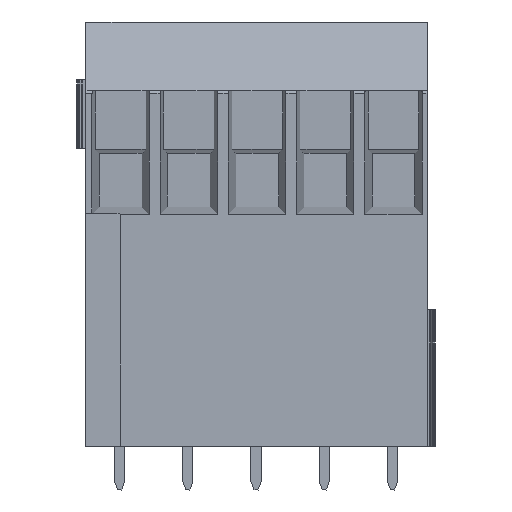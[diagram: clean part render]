
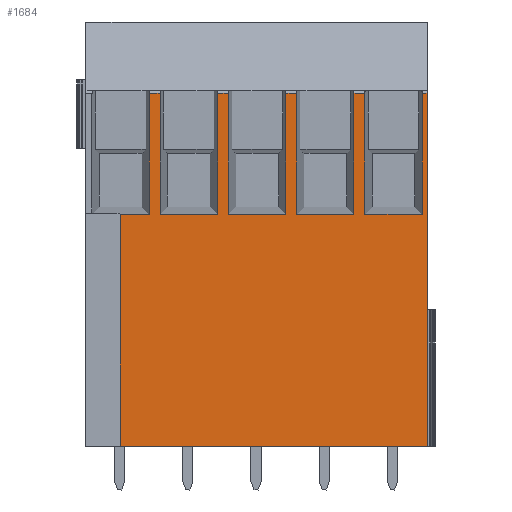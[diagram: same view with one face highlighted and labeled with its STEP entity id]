
A CAD part, front view. The second image highlights one B-rep face of the part: STEP entity #1684.
In plain terms, the highlighted planar face has unit normal (0, -1, 0).
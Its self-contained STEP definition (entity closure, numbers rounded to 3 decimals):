
#975=AXIS2_PLACEMENT_3D('Plane Axis2P3D',#972,#973,#974) ;
#972=CARTESIAN_POINT('Axis2P3D Location',(0.68,0.,29.06)) ;
#1484=CARTESIAN_POINT('Vertex',(25.68,0.,29.06)) ;
#1487=CARTESIAN_POINT('Line Origine',(25.68,0.,16.13)) ;
#1491=CARTESIAN_POINT('Vertex',(25.68,0.,3.2)) ;
#1515=CARTESIAN_POINT('Line Origine',(14.43,0.,3.2)) ;
#1519=CARTESIAN_POINT('Vertex',(3.18,0.,3.2)) ;
#1522=CARTESIAN_POINT('Line Origine',(25.5,0.,29.06)) ;
#1526=CARTESIAN_POINT('Vertex',(25.32,0.,29.06)) ;
#1529=CARTESIAN_POINT('Line Origine',(25.32,0.,24.63)) ;
#1533=CARTESIAN_POINT('Vertex',(25.32,0.,20.2)) ;
#1536=CARTESIAN_POINT('Line Origine',(23.22,0.,20.2)) ;
#1540=CARTESIAN_POINT('Vertex',(21.12,0.,20.2)) ;
#1543=CARTESIAN_POINT('Line Origine',(21.12,0.,24.63)) ;
#1547=CARTESIAN_POINT('Vertex',(21.12,0.,29.06)) ;
#1550=CARTESIAN_POINT('Line Origine',(20.72,0.,29.06)) ;
#1554=CARTESIAN_POINT('Vertex',(20.32,0.,29.06)) ;
#1557=CARTESIAN_POINT('Line Origine',(20.32,0.,24.63)) ;
#1561=CARTESIAN_POINT('Vertex',(20.32,0.,20.2)) ;
#1564=CARTESIAN_POINT('Line Origine',(18.22,0.,20.2)) ;
#1568=CARTESIAN_POINT('Vertex',(16.12,0.,20.2)) ;
#1571=CARTESIAN_POINT('Line Origine',(16.12,0.,24.63)) ;
#1575=CARTESIAN_POINT('Vertex',(16.12,0.,29.06)) ;
#1578=CARTESIAN_POINT('Line Origine',(15.72,0.,29.06)) ;
#1582=CARTESIAN_POINT('Vertex',(15.32,0.,29.06)) ;
#1585=CARTESIAN_POINT('Line Origine',(15.32,0.,24.63)) ;
#1589=CARTESIAN_POINT('Vertex',(15.32,0.,20.2)) ;
#1592=CARTESIAN_POINT('Line Origine',(13.22,0.,20.2)) ;
#1596=CARTESIAN_POINT('Vertex',(11.12,0.,20.2)) ;
#1599=CARTESIAN_POINT('Line Origine',(11.12,0.,24.63)) ;
#1603=CARTESIAN_POINT('Vertex',(11.12,0.,29.06)) ;
#1606=CARTESIAN_POINT('Line Origine',(10.72,0.,29.06)) ;
#1610=CARTESIAN_POINT('Vertex',(10.32,0.,29.06)) ;
#1613=CARTESIAN_POINT('Line Origine',(10.32,0.,24.63)) ;
#1617=CARTESIAN_POINT('Vertex',(10.32,0.,20.2)) ;
#1620=CARTESIAN_POINT('Line Origine',(8.22,0.,20.2)) ;
#1624=CARTESIAN_POINT('Vertex',(6.12,0.,20.2)) ;
#1627=CARTESIAN_POINT('Line Origine',(6.12,0.,24.63)) ;
#1631=CARTESIAN_POINT('Vertex',(6.12,0.,29.06)) ;
#1634=CARTESIAN_POINT('Line Origine',(5.72,0.,29.06)) ;
#1638=CARTESIAN_POINT('Vertex',(5.32,0.,29.06)) ;
#1641=CARTESIAN_POINT('Line Origine',(5.32,0.,24.63)) ;
#1645=CARTESIAN_POINT('Vertex',(5.32,0.,20.2)) ;
#1648=CARTESIAN_POINT('Line Origine',(4.25,0.,20.2)) ;
#1652=CARTESIAN_POINT('Vertex',(3.18,0.,20.2)) ;
#1655=CARTESIAN_POINT('Line Origine',(3.18,0.,11.7)) ;
#973=DIRECTION('Axis2P3D Direction',(0.,-1.,0.)) ;
#974=DIRECTION('Axis2P3D XDirection',(0.,0.,-1.)) ;
#1488=DIRECTION('Vector Direction',(0.,0.,-1.)) ;
#1516=DIRECTION('Vector Direction',(1.,0.,0.)) ;
#1523=DIRECTION('Vector Direction',(1.,0.,0.)) ;
#1530=DIRECTION('Vector Direction',(0.,0.,-1.)) ;
#1537=DIRECTION('Vector Direction',(-1.,0.,0.)) ;
#1544=DIRECTION('Vector Direction',(0.,0.,-1.)) ;
#1551=DIRECTION('Vector Direction',(1.,0.,0.)) ;
#1558=DIRECTION('Vector Direction',(0.,0.,-1.)) ;
#1565=DIRECTION('Vector Direction',(-1.,0.,0.)) ;
#1572=DIRECTION('Vector Direction',(0.,0.,1.)) ;
#1579=DIRECTION('Vector Direction',(1.,0.,0.)) ;
#1586=DIRECTION('Vector Direction',(0.,0.,-1.)) ;
#1593=DIRECTION('Vector Direction',(-1.,0.,0.)) ;
#1600=DIRECTION('Vector Direction',(0.,0.,1.)) ;
#1607=DIRECTION('Vector Direction',(1.,0.,0.)) ;
#1614=DIRECTION('Vector Direction',(0.,0.,-1.)) ;
#1621=DIRECTION('Vector Direction',(-1.,0.,0.)) ;
#1628=DIRECTION('Vector Direction',(0.,0.,1.)) ;
#1635=DIRECTION('Vector Direction',(1.,0.,0.)) ;
#1642=DIRECTION('Vector Direction',(0.,0.,-1.)) ;
#1649=DIRECTION('Vector Direction',(-1.,0.,0.)) ;
#1656=DIRECTION('Vector Direction',(0.,0.,1.)) ;
#1489=VECTOR('Line Direction',#1488,1.) ;
#1517=VECTOR('Line Direction',#1516,1.) ;
#1524=VECTOR('Line Direction',#1523,1.) ;
#1531=VECTOR('Line Direction',#1530,1.) ;
#1538=VECTOR('Line Direction',#1537,1.) ;
#1545=VECTOR('Line Direction',#1544,1.) ;
#1552=VECTOR('Line Direction',#1551,1.) ;
#1559=VECTOR('Line Direction',#1558,1.) ;
#1566=VECTOR('Line Direction',#1565,1.) ;
#1573=VECTOR('Line Direction',#1572,1.) ;
#1580=VECTOR('Line Direction',#1579,1.) ;
#1587=VECTOR('Line Direction',#1586,1.) ;
#1594=VECTOR('Line Direction',#1593,1.) ;
#1601=VECTOR('Line Direction',#1600,1.) ;
#1608=VECTOR('Line Direction',#1607,1.) ;
#1615=VECTOR('Line Direction',#1614,1.) ;
#1622=VECTOR('Line Direction',#1621,1.) ;
#1629=VECTOR('Line Direction',#1628,1.) ;
#1636=VECTOR('Line Direction',#1635,1.) ;
#1643=VECTOR('Line Direction',#1642,1.) ;
#1650=VECTOR('Line Direction',#1649,1.) ;
#1657=VECTOR('Line Direction',#1656,1.) ;
#1661=ORIENTED_EDGE('',*,*,#1521,.T.) ;
#1662=ORIENTED_EDGE('',*,*,#1493,.T.) ;
#1663=ORIENTED_EDGE('',*,*,#1528,.F.) ;
#1664=ORIENTED_EDGE('',*,*,#1535,.T.) ;
#1665=ORIENTED_EDGE('',*,*,#1542,.T.) ;
#1666=ORIENTED_EDGE('',*,*,#1549,.F.) ;
#1667=ORIENTED_EDGE('',*,*,#1556,.F.) ;
#1668=ORIENTED_EDGE('',*,*,#1563,.T.) ;
#1669=ORIENTED_EDGE('',*,*,#1570,.T.) ;
#1670=ORIENTED_EDGE('',*,*,#1577,.T.) ;
#1671=ORIENTED_EDGE('',*,*,#1584,.F.) ;
#1672=ORIENTED_EDGE('',*,*,#1591,.T.) ;
#1673=ORIENTED_EDGE('',*,*,#1598,.T.) ;
#1674=ORIENTED_EDGE('',*,*,#1605,.T.) ;
#1675=ORIENTED_EDGE('',*,*,#1612,.F.) ;
#1676=ORIENTED_EDGE('',*,*,#1619,.T.) ;
#1677=ORIENTED_EDGE('',*,*,#1626,.T.) ;
#1678=ORIENTED_EDGE('',*,*,#1633,.T.) ;
#1679=ORIENTED_EDGE('',*,*,#1640,.F.) ;
#1680=ORIENTED_EDGE('',*,*,#1647,.T.) ;
#1681=ORIENTED_EDGE('',*,*,#1654,.T.) ;
#1682=ORIENTED_EDGE('',*,*,#1659,.F.) ;
#1684=ADVANCED_FACE('HOUSING',(#1683),#976,.T.) ;
#1493=EDGE_CURVE('',#1492,#1485,#1490,.F.) ;
#1521=EDGE_CURVE('',#1520,#1492,#1518,.T.) ;
#1528=EDGE_CURVE('',#1527,#1485,#1525,.T.) ;
#1535=EDGE_CURVE('',#1527,#1534,#1532,.T.) ;
#1542=EDGE_CURVE('',#1534,#1541,#1539,.T.) ;
#1549=EDGE_CURVE('',#1548,#1541,#1546,.T.) ;
#1556=EDGE_CURVE('',#1555,#1548,#1553,.T.) ;
#1563=EDGE_CURVE('',#1555,#1562,#1560,.T.) ;
#1570=EDGE_CURVE('',#1562,#1569,#1567,.T.) ;
#1577=EDGE_CURVE('',#1569,#1576,#1574,.T.) ;
#1584=EDGE_CURVE('',#1583,#1576,#1581,.T.) ;
#1591=EDGE_CURVE('',#1583,#1590,#1588,.T.) ;
#1598=EDGE_CURVE('',#1590,#1597,#1595,.T.) ;
#1605=EDGE_CURVE('',#1597,#1604,#1602,.T.) ;
#1612=EDGE_CURVE('',#1611,#1604,#1609,.T.) ;
#1619=EDGE_CURVE('',#1611,#1618,#1616,.T.) ;
#1626=EDGE_CURVE('',#1618,#1625,#1623,.T.) ;
#1633=EDGE_CURVE('',#1625,#1632,#1630,.T.) ;
#1640=EDGE_CURVE('',#1639,#1632,#1637,.T.) ;
#1647=EDGE_CURVE('',#1639,#1646,#1644,.T.) ;
#1654=EDGE_CURVE('',#1646,#1653,#1651,.T.) ;
#1659=EDGE_CURVE('',#1520,#1653,#1658,.T.) ;
#1660=EDGE_LOOP('',(#1661,#1662,#1663,#1664,#1665,#1666,#1667,#1668,#1669,#1670,#1671,#1672,#1673,#1674,#1675,#1676,#1677,#1678,#1679,#1680,#1681,#1682)) ;
#1683=FACE_OUTER_BOUND('',#1660,.T.) ;
#1490=LINE('Line',#1487,#1489) ;
#1518=LINE('Line',#1515,#1517) ;
#1525=LINE('Line',#1522,#1524) ;
#1532=LINE('Line',#1529,#1531) ;
#1539=LINE('Line',#1536,#1538) ;
#1546=LINE('Line',#1543,#1545) ;
#1553=LINE('Line',#1550,#1552) ;
#1560=LINE('Line',#1557,#1559) ;
#1567=LINE('Line',#1564,#1566) ;
#1574=LINE('Line',#1571,#1573) ;
#1581=LINE('Line',#1578,#1580) ;
#1588=LINE('Line',#1585,#1587) ;
#1595=LINE('Line',#1592,#1594) ;
#1602=LINE('Line',#1599,#1601) ;
#1609=LINE('Line',#1606,#1608) ;
#1616=LINE('Line',#1613,#1615) ;
#1623=LINE('Line',#1620,#1622) ;
#1630=LINE('Line',#1627,#1629) ;
#1637=LINE('Line',#1634,#1636) ;
#1644=LINE('Line',#1641,#1643) ;
#1651=LINE('Line',#1648,#1650) ;
#1658=LINE('Line',#1655,#1657) ;
#976=PLANE('',#975) ;
#1485=VERTEX_POINT('',#1484) ;
#1492=VERTEX_POINT('',#1491) ;
#1520=VERTEX_POINT('',#1519) ;
#1527=VERTEX_POINT('',#1526) ;
#1534=VERTEX_POINT('',#1533) ;
#1541=VERTEX_POINT('',#1540) ;
#1548=VERTEX_POINT('',#1547) ;
#1555=VERTEX_POINT('',#1554) ;
#1562=VERTEX_POINT('',#1561) ;
#1569=VERTEX_POINT('',#1568) ;
#1576=VERTEX_POINT('',#1575) ;
#1583=VERTEX_POINT('',#1582) ;
#1590=VERTEX_POINT('',#1589) ;
#1597=VERTEX_POINT('',#1596) ;
#1604=VERTEX_POINT('',#1603) ;
#1611=VERTEX_POINT('',#1610) ;
#1618=VERTEX_POINT('',#1617) ;
#1625=VERTEX_POINT('',#1624) ;
#1632=VERTEX_POINT('',#1631) ;
#1639=VERTEX_POINT('',#1638) ;
#1646=VERTEX_POINT('',#1645) ;
#1653=VERTEX_POINT('',#1652) ;
